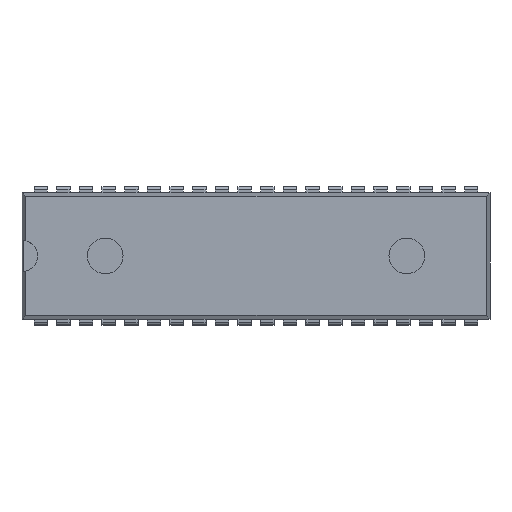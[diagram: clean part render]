
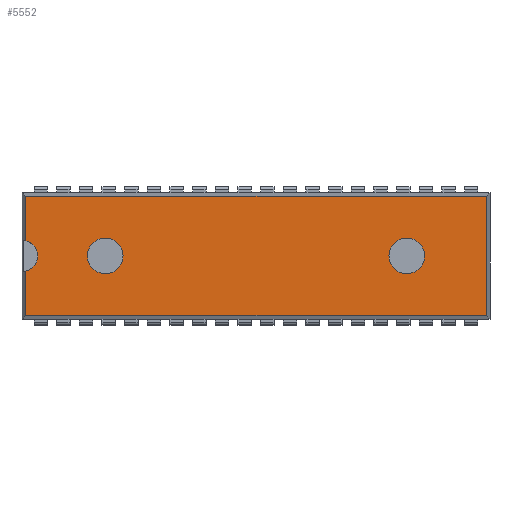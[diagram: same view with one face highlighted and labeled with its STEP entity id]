
A CAD part, top view. The second image highlights one B-rep face of the part: STEP entity #5552.
In plain terms, the highlighted planar face has unit normal (0, 0, 1).
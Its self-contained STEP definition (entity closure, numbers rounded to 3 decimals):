
#617 = CARTESIAN_POINT ( 'NONE',  ( -25.789, 1.695, 5.7 ) ) ;
#618 = DIRECTION ( 'NONE',  ( 1., 0., 0. ) ) ;
#619 = DIRECTION ( 'NONE',  ( 0., 0., 1. ) ) ;
#620 = CARTESIAN_POINT ( 'NONE',  ( -26.225, 0., 5.7 ) ) ;
#621 = AXIS2_PLACEMENT_3D ( 'NONE', #620, #619, #618 ) ;
#626 = CIRCLE ( 'NONE', #621, 1.75 ) ;
#736 = CARTESIAN_POINT ( 'NONE',  ( -24.475, 0., 5.7 ) ) ;
#1864 = CARTESIAN_POINT ( 'NONE',  ( -14.9, 0., 5.7 ) ) ;
#1865 = DIRECTION ( 'NONE',  ( 1., 0., 0. ) ) ;
#1866 = DIRECTION ( 'NONE',  ( 0., 0., 1. ) ) ;
#1867 = CARTESIAN_POINT ( 'NONE',  ( -16.9, 0., 5.7 ) ) ;
#1868 = AXIS2_PLACEMENT_3D ( 'NONE', #1867, #1866, #1865 ) ;
#1869 = CIRCLE ( 'NONE', #1868, 2. ) ;
#1871 = CARTESIAN_POINT ( 'NONE',  ( -18.9, 0., 5.7 ) ) ;
#1926 = CARTESIAN_POINT ( 'NONE',  ( 18.9, 0., 5.7 ) ) ;
#1927 = CARTESIAN_POINT ( 'NONE',  ( 14.9, 0., 5.7 ) ) ;
#2117 = DIRECTION ( 'NONE',  ( 1., 0., 0. ) ) ;
#2118 = DIRECTION ( 'NONE',  ( 0., 0., 1. ) ) ;
#2119 = CARTESIAN_POINT ( 'NONE',  ( 16.9, 0., 5.7 ) ) ;
#2120 = AXIS2_PLACEMENT_3D ( 'NONE', #2119, #2118, #2117 ) ;
#2121 = CIRCLE ( 'NONE', #2120, 2. ) ;
#5472 = EDGE_CURVE ( 'NONE', #5521, #5523, #14125, .T. ) ;
#5491 = EDGE_LOOP ( 'NONE', ( #5597, #5583 ) ) ;
#5519 = VERTEX_POINT ( 'NONE', #14161 ) ;
#5520 = EDGE_CURVE ( 'NONE', #11082, #11081, #14220, .T. ) ;
#5521 = VERTEX_POINT ( 'NONE', #14215 ) ;
#5522 = ORIENTED_EDGE ( 'NONE', *, *, #5599, .F. ) ;
#5523 = VERTEX_POINT ( 'NONE', #14214 ) ;
#5528 = VERTEX_POINT ( 'NONE', #14209 ) ;
#5529 = ORIENTED_EDGE ( 'NONE', *, *, #11071, .F. ) ;
#5537 = ORIENTED_EDGE ( 'NONE', *, *, #5538, .T. ) ;
#5538 = EDGE_CURVE ( 'NONE', #5523, #5528, #14247, .T. ) ;
#5540 = ORIENTED_EDGE ( 'NONE', *, *, #5594, .T. ) ;
#5541 = VERTEX_POINT ( 'NONE', #14242 ) ;
#5543 = EDGE_LOOP ( 'NONE', ( #5548, #5551, #5554, #5556, #5537, #5540, #5595 ) ) ;
#5548 = ORIENTED_EDGE ( 'NONE', *, *, #5550, .T. ) ;
#5550 = EDGE_CURVE ( 'NONE', #5519, #10444, #14226, .T. ) ;
#5551 = ORIENTED_EDGE ( 'NONE', *, *, #10442, .F. ) ;
#5552 = ADVANCED_FACE ( 'NONE', ( #14221, #14281, #14280 ), #14265, .F. ) ;
#5554 = ORIENTED_EDGE ( 'NONE', *, *, #5555, .F. ) ;
#5555 = EDGE_CURVE ( 'NONE', #5521, #10501, #14259, .T. ) ;
#5556 = ORIENTED_EDGE ( 'NONE', *, *, #5472, .T. ) ;
#5583 = ORIENTED_EDGE ( 'NONE', *, *, #11140, .F. ) ;
#5593 = EDGE_LOOP ( 'NONE', ( #5522, #5529 ) ) ;
#5594 = EDGE_CURVE ( 'NONE', #5528, #5541, #14325, .T. ) ;
#5595 = ORIENTED_EDGE ( 'NONE', *, *, #5596, .T. ) ;
#5596 = EDGE_CURVE ( 'NONE', #5541, #5519, #14321, .T. ) ;
#5597 = ORIENTED_EDGE ( 'NONE', *, *, #5520, .F. ) ;
#5599 = EDGE_CURVE ( 'NONE', #11072, #11069, #14315, .T. ) ;
#10442 = EDGE_CURVE ( 'NONE', #10501, #10444, #626, .T. ) ;
#10444 = VERTEX_POINT ( 'NONE', #617 ) ;
#10501 = VERTEX_POINT ( 'NONE', #736 ) ;
#11069 = VERTEX_POINT ( 'NONE', #1871 ) ;
#11071 = EDGE_CURVE ( 'NONE', #11069, #11072, #1869, .T. ) ;
#11072 = VERTEX_POINT ( 'NONE', #1864 ) ;
#11081 = VERTEX_POINT ( 'NONE', #1927 ) ;
#11082 = VERTEX_POINT ( 'NONE', #1926 ) ;
#11140 = EDGE_CURVE ( 'NONE', #11081, #11082, #2121, .T. ) ;
#14122 = DIRECTION ( 'NONE',  ( 0., -1., 0. ) ) ;
#14123 = VECTOR ( 'NONE', #14122, 1000. ) ;
#14124 = CARTESIAN_POINT ( 'NONE',  ( -25.789, 7.11, 5.7 ) ) ;
#14125 = LINE ( 'NONE', #14124, #14123 ) ;
#14161 = CARTESIAN_POINT ( 'NONE',  ( -25.789, 6.674, 5.7 ) ) ;
#14209 = CARTESIAN_POINT ( 'NONE',  ( 25.789, -6.674, 5.7 ) ) ;
#14214 = CARTESIAN_POINT ( 'NONE',  ( -25.789, -6.674, 5.7 ) ) ;
#14215 = CARTESIAN_POINT ( 'NONE',  ( -25.789, -1.695, 5.7 ) ) ;
#14216 = DIRECTION ( 'NONE',  ( 1., 0., 0. ) ) ;
#14217 = DIRECTION ( 'NONE',  ( 0., 0., 1. ) ) ;
#14218 = CARTESIAN_POINT ( 'NONE',  ( 16.9, 0., 5.7 ) ) ;
#14219 = AXIS2_PLACEMENT_3D ( 'NONE', #14218, #14217, #14216 ) ;
#14220 = CIRCLE ( 'NONE', #14219, 2. ) ;
#14221 = FACE_BOUND ( 'NONE', #5491, .T. ) ;
#14222 = DIRECTION ( 'NONE',  ( 0., -1., 0. ) ) ;
#14223 = VECTOR ( 'NONE', #14222, 1000. ) ;
#14224 = CARTESIAN_POINT ( 'NONE',  ( -25.789, 7.11, 5.7 ) ) ;
#14226 = LINE ( 'NONE', #14224, #14223 ) ;
#14242 = CARTESIAN_POINT ( 'NONE',  ( 25.789, 6.674, 5.7 ) ) ;
#14244 = DIRECTION ( 'NONE',  ( 1., 0., 0. ) ) ;
#14245 = VECTOR ( 'NONE', #14244, 1000. ) ;
#14246 = CARTESIAN_POINT ( 'NONE',  ( 0., -6.674, 5.7 ) ) ;
#14247 = LINE ( 'NONE', #14246, #14245 ) ;
#14256 = DIRECTION ( 'NONE',  ( 1., 0., 0. ) ) ;
#14257 = DIRECTION ( 'NONE',  ( 0., 0., 1. ) ) ;
#14258 = AXIS2_PLACEMENT_3D ( 'NONE', #14264, #14257, #14256 ) ;
#14259 = CIRCLE ( 'NONE', #14258, 1.75 ) ;
#14260 = DIRECTION ( 'NONE',  ( -1., 0., 0. ) ) ;
#14261 = DIRECTION ( 'NONE',  ( 0., 0., -1. ) ) ;
#14262 = CARTESIAN_POINT ( 'NONE',  ( 0., 7.11, 5.7 ) ) ;
#14263 = AXIS2_PLACEMENT_3D ( 'NONE', #14262, #14261, #14260 ) ;
#14264 = CARTESIAN_POINT ( 'NONE',  ( -26.225, 0., 5.7 ) ) ;
#14265 = PLANE ( 'NONE',  #14263 ) ;
#14280 = FACE_OUTER_BOUND ( 'NONE', #5543, .T. ) ;
#14281 = FACE_BOUND ( 'NONE', #5593, .T. ) ;
#14312 = DIRECTION ( 'NONE',  ( 0., 0., 1. ) ) ;
#14313 = CARTESIAN_POINT ( 'NONE',  ( -16.9, 0., 5.7 ) ) ;
#14314 = AXIS2_PLACEMENT_3D ( 'NONE', #14313, #14312, #14369 ) ;
#14315 = CIRCLE ( 'NONE', #14314, 2. ) ;
#14318 = DIRECTION ( 'NONE',  ( -1., 0., 0. ) ) ;
#14319 = VECTOR ( 'NONE', #14318, 1000. ) ;
#14320 = CARTESIAN_POINT ( 'NONE',  ( 0., 6.674, 5.7 ) ) ;
#14321 = LINE ( 'NONE', #14320, #14319 ) ;
#14322 = DIRECTION ( 'NONE',  ( 0., 1., 0. ) ) ;
#14323 = VECTOR ( 'NONE', #14322, 1000. ) ;
#14324 = CARTESIAN_POINT ( 'NONE',  ( 25.789, 7.11, 5.7 ) ) ;
#14325 = LINE ( 'NONE', #14324, #14323 ) ;
#14369 = DIRECTION ( 'NONE',  ( 1., 0., 0. ) ) ;
